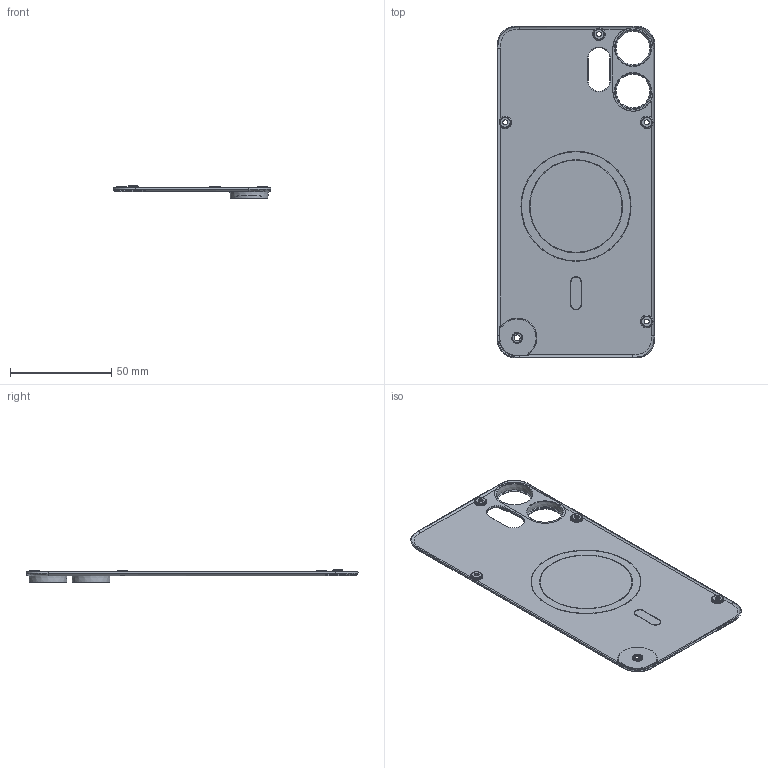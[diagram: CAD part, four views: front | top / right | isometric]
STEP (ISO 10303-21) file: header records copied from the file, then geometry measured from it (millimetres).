
FILE_DESCRIPTION(/* description */ (''),/* implementation_level */ '2;1');
FILE_NAME(/* name */ 'universal-cover upravena verze pro 3D tisk V2.step',/* time_stamp */ '2025-05-13T14:20:06+02:00',/* author */ (''),/* organization */ (''),/* preprocessor_version */ 'ST-DEVELOPER v20.1',/* originating_system */ 'Autodesk Translation Framework v14.4.0.0',/* authorisation */ '');
FILE_SCHEMA (('AUTOMOTIVE_DESIGN { 1 0 10303 214 3 1 1 }'));
Length unit declared in the file: millimetre
Products named in the file (6): 00_24121_PROTECT_BACKCOVER_ASM_ASM; 01_PROTECT_BACKCOVER; 01_MAGNET_CIRCLE; 01_MAGNET_CIRCLE_TAPE; 01_MAGNET_REC; 01_MAGNET_REC_TAPE
Assembly tree (5 placements, depth 2):
  00_24121_PROTECT_BACKCOVER_ASM_ASM
    01_PROTECT_BACKCOVER
    01_MAGNET_CIRCLE
    01_MAGNET_CIRCLE_TAPE
    01_MAGNET_REC
    01_MAGNET_REC_TAPE
Bounding box: 78.07 x 164.09 x 6.3 mm (x, y, z)
Volume: 15676.5 mm3; surface area: 29766 mm2
Topology: 6 solids, 6 shells, 303 faces, 727 edges, 447 vertices
Faces by surface type: plane 108, cone 70, cylinder 64, bspline 35, torus 26
Full cylindrical faces by diameter (mm): 46 x1, 46.2 x1, 53.8 x1, 54 x1
Entity records: 15683 total; most frequent: CARTESIAN_POINT 8505, DIRECTION 1506, ORIENTED_EDGE 1454, EDGE_CURVE 727, AXIS2_PLACEMENT_3D 599, VERTEX_POINT 447, EDGE_LOOP 338, CIRCLE 320
